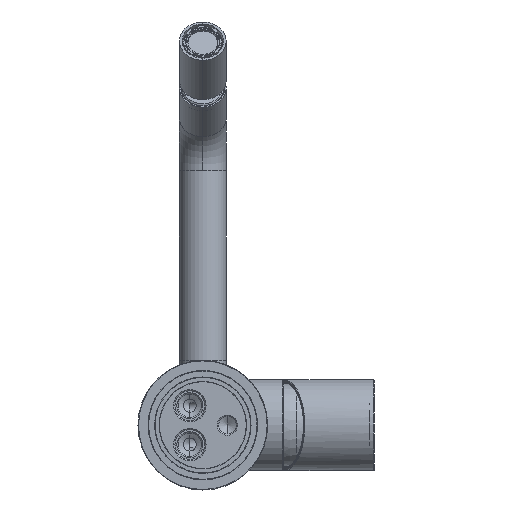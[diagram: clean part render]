
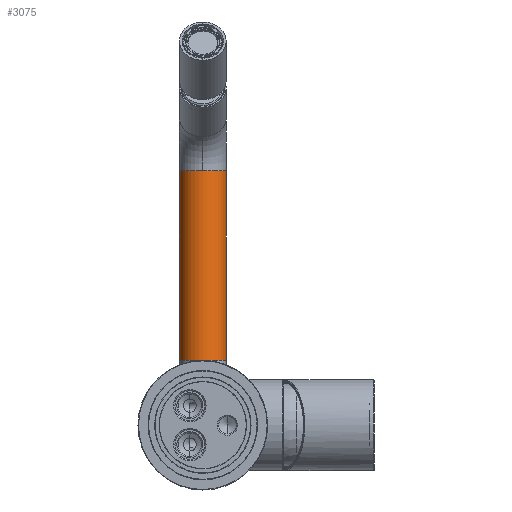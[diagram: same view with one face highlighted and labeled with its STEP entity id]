
A CAD part, front view. The second image highlights one B-rep face of the part: STEP entity #3075.
In plain terms, the highlighted cylindrical face has radius 9 mm (diameter 18 mm), a partial arc.
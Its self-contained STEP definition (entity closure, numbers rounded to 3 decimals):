
#185 = ORIENTED_EDGE ( 'NONE', *, *, #10848, .T. ) ;
#365 = CIRCLE ( 'NONE', #1808, 9. ) ;
#895 = CARTESIAN_POINT ( 'NONE',  ( -98.058, 147.032, 0. ) ) ;
#1040 = VERTEX_POINT ( 'NONE', #3270 ) ;
#1292 = LINE ( 'NONE', #12137, #12748 ) ;
#1351 = AXIS2_PLACEMENT_3D ( 'NONE', #895, #5925, #7807 ) ;
#1394 = AXIS2_PLACEMENT_3D ( 'NONE', #4197, #6223, #11143 ) ;
#1420 = AXIS2_PLACEMENT_3D ( 'NONE', #10395, #1531, #10326 ) ;
#1531 = DIRECTION ( 'NONE',  ( 1., 0., 0. ) ) ;
#1808 = AXIS2_PLACEMENT_3D ( 'NONE', #5058, #10969, #12108 ) ;
#1823 = FACE_OUTER_BOUND ( 'NONE', #11270, .T. ) ;
#1856 = CARTESIAN_POINT ( 'NONE',  ( -25., 147.032, -9. ) ) ;
#2723 = DIRECTION ( 'NONE',  ( 1., 0., 0. ) ) ;
#2793 = CIRCLE ( 'NONE', #1351, 9. ) ;
#2840 = DIRECTION ( 'NONE',  ( 0., 0., -1. ) ) ;
#3075 = ADVANCED_FACE ( 'NONE', ( #1823 ), #9895, .T. ) ;
#3204 = ORIENTED_EDGE ( 'NONE', *, *, #12273, .F. ) ;
#3270 = CARTESIAN_POINT ( 'NONE',  ( -25., 138.032, 0. ) ) ;
#3652 = CIRCLE ( 'NONE', #1394, 9. ) ;
#4197 = CARTESIAN_POINT ( 'NONE',  ( -25., 147.032, 0. ) ) ;
#4474 = ORIENTED_EDGE ( 'NONE', *, *, #5142, .T. ) ;
#4717 = CARTESIAN_POINT ( 'NONE',  ( -98.058, 147.032, 0. ) ) ;
#5058 = CARTESIAN_POINT ( 'NONE',  ( -98.058, 147.032, 0. ) ) ;
#5142 = EDGE_CURVE ( 'NONE', #11628, #10868, #6744, .T. ) ;
#5421 = VERTEX_POINT ( 'NONE', #8482 ) ;
#5657 = AXIS2_PLACEMENT_3D ( 'NONE', #4717, #2723, #2840 ) ;
#5710 = CARTESIAN_POINT ( 'NONE',  ( -25., 147.032, 9. ) ) ;
#5925 = DIRECTION ( 'NONE',  ( 1., 0., 0. ) ) ;
#6223 = DIRECTION ( 'NONE',  ( 1., 0., 0. ) ) ;
#6744 = LINE ( 'NONE', #11600, #10143 ) ;
#6812 = DIRECTION ( 'NONE',  ( 1., 0., 0. ) ) ;
#6939 = CARTESIAN_POINT ( 'NONE',  ( -98.058, 147.032, -9. ) ) ;
#6995 = CIRCLE ( 'NONE', #1420, 9. ) ;
#7134 = EDGE_CURVE ( 'NONE', #7459, #1040, #6995, .T. ) ;
#7459 = VERTEX_POINT ( 'NONE', #5710 ) ;
#7542 = EDGE_CURVE ( 'NONE', #5421, #7459, #1292, .T. ) ;
#7807 = DIRECTION ( 'NONE',  ( 0., 1., 0. ) ) ;
#8482 = CARTESIAN_POINT ( 'NONE',  ( -98.058, 147.032, 9. ) ) ;
#8556 = ORIENTED_EDGE ( 'NONE', *, *, #10104, .T. ) ;
#9163 = VERTEX_POINT ( 'NONE', #11093 ) ;
#9305 = DIRECTION ( 'NONE',  ( 1., 0., 0. ) ) ;
#9895 = CYLINDRICAL_SURFACE ( 'NONE', #5657, 9. ) ;
#10104 = EDGE_CURVE ( 'NONE', #9163, #11628, #365, .T. ) ;
#10143 = VECTOR ( 'NONE', #6812, 1000. ) ;
#10326 = DIRECTION ( 'NONE',  ( 0., 1., 0. ) ) ;
#10395 = CARTESIAN_POINT ( 'NONE',  ( -25., 147.032, 0. ) ) ;
#10848 = EDGE_CURVE ( 'NONE', #5421, #9163, #2793, .T. ) ;
#10868 = VERTEX_POINT ( 'NONE', #1856 ) ;
#10895 = ORIENTED_EDGE ( 'NONE', *, *, #7134, .F. ) ;
#10969 = DIRECTION ( 'NONE',  ( 1., 0., 0. ) ) ;
#11093 = CARTESIAN_POINT ( 'NONE',  ( -98.058, 138.032, 0. ) ) ;
#11143 = DIRECTION ( 'NONE',  ( 0., 1., 0. ) ) ;
#11270 = EDGE_LOOP ( 'NONE', ( #12473, #185, #8556, #4474, #3204, #10895 ) ) ;
#11600 = CARTESIAN_POINT ( 'NONE',  ( -98.058, 147.032, -9. ) ) ;
#11628 = VERTEX_POINT ( 'NONE', #6939 ) ;
#12108 = DIRECTION ( 'NONE',  ( 0., 1., 0. ) ) ;
#12137 = CARTESIAN_POINT ( 'NONE',  ( -98.058, 147.032, 9. ) ) ;
#12273 = EDGE_CURVE ( 'NONE', #1040, #10868, #3652, .T. ) ;
#12473 = ORIENTED_EDGE ( 'NONE', *, *, #7542, .F. ) ;
#12748 = VECTOR ( 'NONE', #9305, 1000. ) ;
